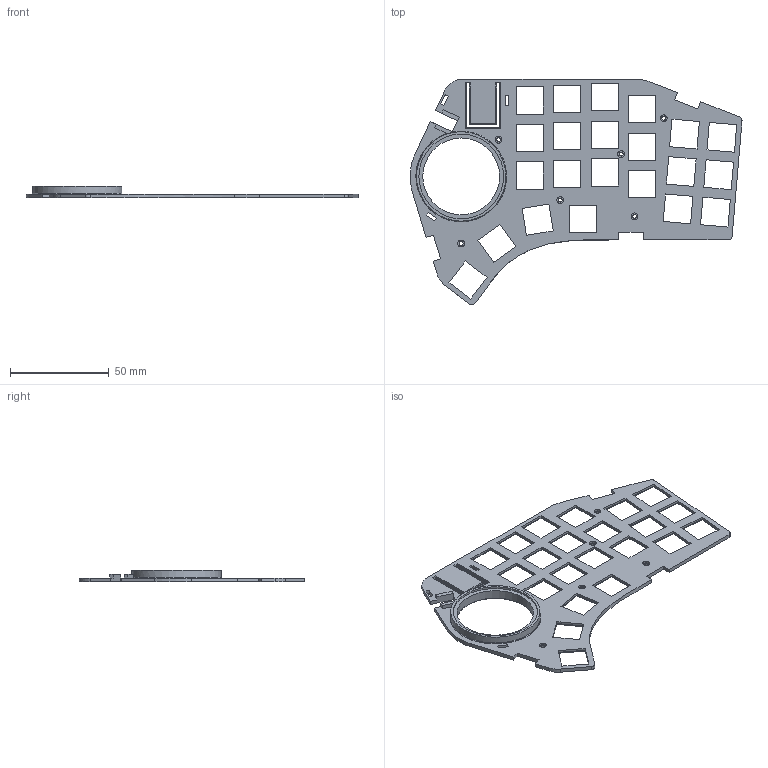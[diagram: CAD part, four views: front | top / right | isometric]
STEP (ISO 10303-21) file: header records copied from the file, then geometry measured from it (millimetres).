
FILE_DESCRIPTION(/* description */ (''),/* implementation_level */ '2;1');
FILE_NAME(/* name */ 'Birdy44 v14.step',/* time_stamp */ '2023-09-09T11:16:28+02:00',/* author */ (''),/* organization */ (''),/* preprocessor_version */ 'ST-DEVELOPER v20',/* originating_system */ 'Autodesk Translation Framework v12.9.0.99',/* authorisation */ '');
FILE_SCHEMA (('AUTOMOTIVE_DESIGN { 1 0 10303 214 3 1 1 }'));
Length unit declared in the file: millimetre
Products named in the file (2): Birdy44; Plate
Assembly tree (1 placements, depth 2):
  Birdy44
    Plate
Bounding box: 168.54 x 114.7 x 5.95 mm (x, y, z)
Volume: 16269.3 mm3; surface area: 20845.8 mm2
Topology: 1 solids, 1 shells, 294 faces, 787 edges, 524 vertices
Faces by surface type: plane 269, cylinder 22, cone 2, bspline 1
Full cylindrical faces by diameter (mm): 2 x6, 3.5 x6, 39 x1, 43 x1, 45.4 x1
Entity records: 9288 total; most frequent: CARTESIAN_POINT 1698, ORIENTED_EDGE 1574, DIRECTION 1420, EDGE_CURVE 787, LINE 732, VECTOR 732, VERTEX_POINT 524, EDGE_LOOP 389
